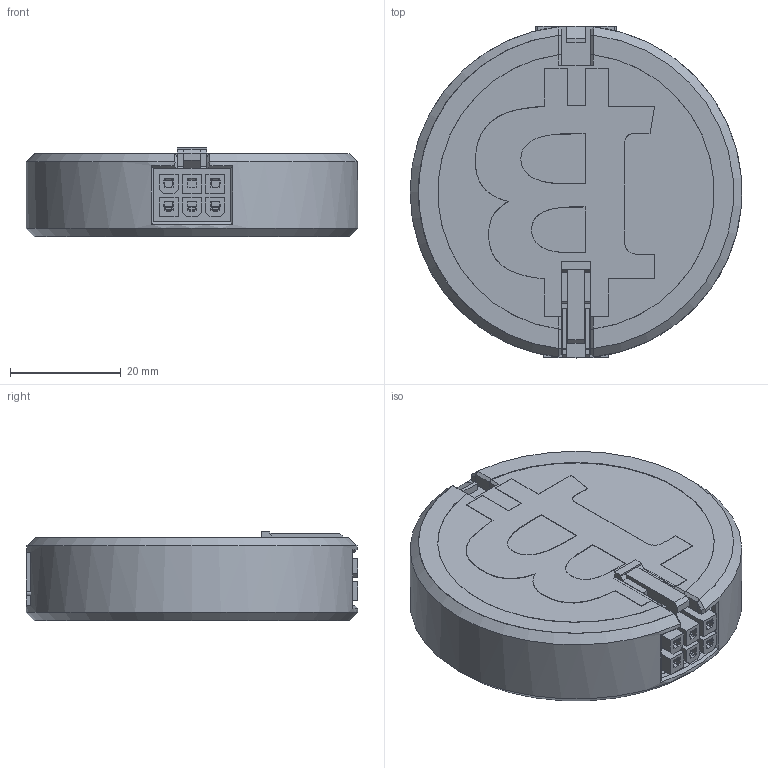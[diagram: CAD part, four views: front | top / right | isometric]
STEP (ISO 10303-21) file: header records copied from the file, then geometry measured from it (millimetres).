
FILE_DESCRIPTION(/* description */ (''),/* implementation_level */ '2;1');
FILE_NAME(/* name */ 'CoinKit v48.step',/* time_stamp */ '2019-01-27T16:08:40-06:00',/* author */ ('mr_darker'),/* organization */ (''),/* preprocessor_version */ 'ST-DEVELOPER v17.2',/* originating_system */ 'Autodesk Translation Framework v7.6.0.251',/* authorisation */ '');
FILE_SCHEMA (('AUTOMOTIVE_DESIGN { 1 0 10303 214 3 1 1 }'));
Length unit declared in the file: millimetre
Products named in the file (32): CoinKit; Molex Minifit Jr Male; Molex Minifit Jr Female; CoinKit PCB; Board; MP2562; MODULE-WIFI-ESP-WROOM-32; HCPL2731S; User Library-ncp101xapl_ncp101xapl body; User Library-ncp101xapl_ncp101xapl full pin; User Library-ncp101xapl_Mirrorncp101xapl half pin; User Library-ncp101xapl_ncp101xapl half pin; 11.3uH; Boden; Boden (1); Deckel; C3D1P7060Q; 22uF; User Library-CAPSMD6_3x3_9_CAP003; User Library-CAPSMD6_3x3_9_CAP; User Library-CAPSMD6_3x3_9_CAP001; User Library-CAPSMD6_3x3_9_CAP002; User Library-CAPSMD6_3x3_9_CAP004; TL3315; 22uF_1; CL503; MDB; 0.1uF; Ring; Bottom; Insulator/Light; Button/Logo
Assembly tree (58 placements, depth 4):
  CoinKit
    Molex Minifit Jr Male
    Molex Minifit Jr Female
    CoinKit PCB
      Board
      MP2562
      MODULE-WIFI-ESP-WROOM-32
      22uF_1  x21
      HCPL2731S
        User Library-ncp101xapl_ncp101xapl body
        User Library-ncp101xapl_ncp101xapl half pin  x2
        User Library-ncp101xapl_ncp101xapl full pin  x3
        User Library-ncp101xapl_Mirrorncp101xapl half pin  x2
      11.3uH
        Boden
        Boden (1)
        Deckel
      C3D1P7060Q
      22uF
        User Library-CAPSMD6_3x3_9_CAP003
        User Library-CAPSMD6_3x3_9_CAP
        User Library-CAPSMD6_3x3_9_CAP001
        User Library-CAPSMD6_3x3_9_CAP002
        User Library-CAPSMD6_3x3_9_CAP004
      TL3315  x2
      CL503
      MDB  x2
      0.1uF  x2
    Ring
    Bottom
    Insulator/Light
    Button/Logo
Bounding box: 60 x 60 x 16.1 mm (x, y, z)
Volume: 22523.4 mm3; surface area: 33246.5 mm2
Topology: 96 solids, 96 shells, 8289 faces, 19706 edges, 11213 vertices
Faces by surface type: plane 3281, cylinder 2462, bspline 1253, sphere 1133, torus 153, cone 7
Full cylindrical faces by diameter (mm): 0.35 x35, 5.2 x1, 5.9 x1, 6.3 x2, 57 x2, 60 x1
Entity records: 79715 total; most frequent: CARTESIAN_POINT 18071, ORIENTED_EDGE 12818, DIRECTION 11645, EDGE_CURVE 6409, LINE 5533, VECTOR 5533, VERTEX_POINT 4141, AXIS2_PLACEMENT_3D 3056
